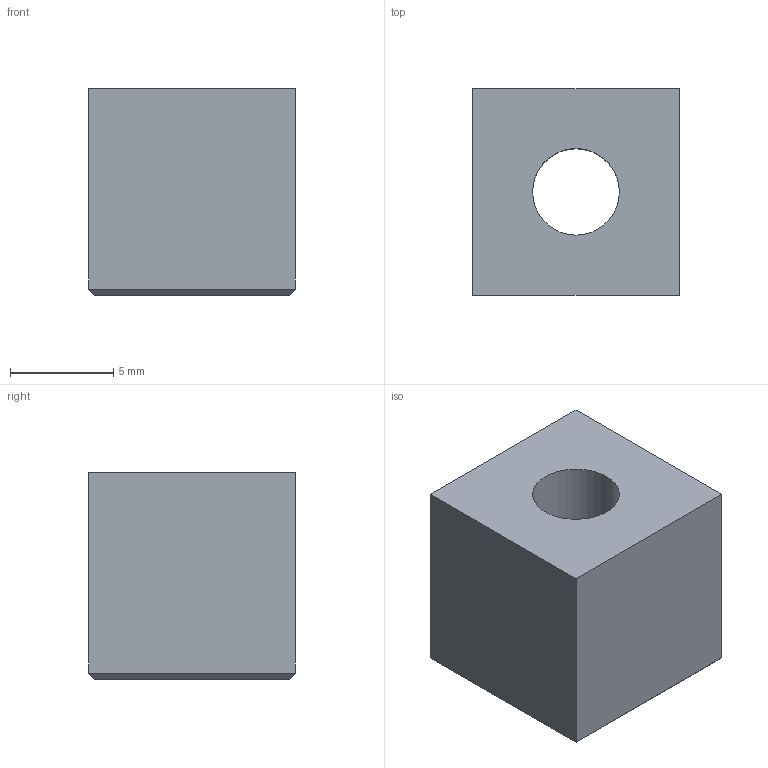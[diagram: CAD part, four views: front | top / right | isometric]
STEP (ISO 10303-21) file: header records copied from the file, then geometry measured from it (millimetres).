
FILE_DESCRIPTION( ( 'Unknown' ), '1' );
FILE_NAME( 'PT20-1010.stp', 'Unknown', ( 'Unknown' ), ( 'Unknown' ), 'XStep 1.0', 'Unknown', ' ' );
FILE_SCHEMA( ( 'CONFIG_CONTROL_DESIGN' ) );
Length unit declared in the file: millimetre
Products named in the file (1): 1
Bounding box: 10 x 10 x 10 mm (x, y, z)
Volume: 859.7 mm3; surface area: 697.1 mm2
Topology: 1 solids, 1 shells, 11 faces, 23 edges, 14 vertices
Faces by surface type: plane 10, cylinder 1
Full cylindrical faces by diameter (mm): 4.2 x1
Entity records: 330 total; most frequent: CARTESIAN_POINT 48, DIRECTION 48, ORIENTED_EDGE 44, EDGE_CURVE 22, LINE 20, VECTOR 20, AXIS2_PLACEMENT_3D 14, EDGE_LOOP 14
